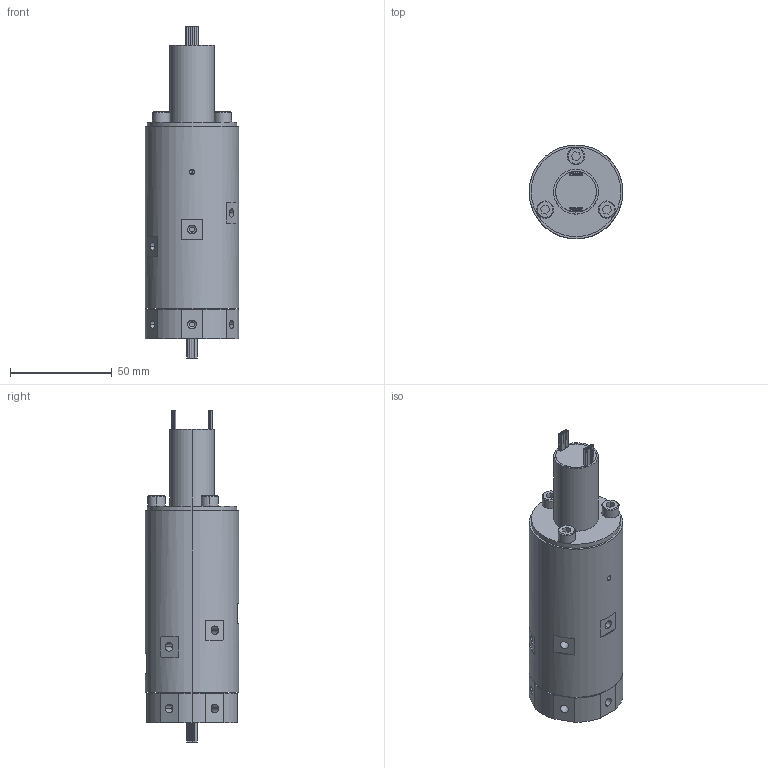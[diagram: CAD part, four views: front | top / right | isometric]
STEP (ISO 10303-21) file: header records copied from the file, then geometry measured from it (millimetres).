
FILE_DESCRIPTION (( 'STEP AP203' ), '1' );
FILE_NAME ('MQR6-S24.STEP', '2020-07-25T03:01:29', ( 'gongcheng1' ), ( '' ), 'SwSTEP 2.0', 'SolidWorks 2014', '' );
FILE_SCHEMA (( 'CONFIG_CONTROL_DESIGN' ));
Length unit declared in the file: millimetre
Products named in the file (1): MQR6-S24
Bounding box: 46 x 46 x 163.1 mm (x, y, z)
Volume: 189187.3 mm3; surface area: 26757.8 mm2
Topology: 1 solids, 1 shells, 342 faces, 727 edges, 460 vertices
Faces by surface type: cylinder 179, plane 125, cone 38
Entity records: 9386 total; most frequent: DIRECTION 1779, CARTESIAN_POINT 1604, ORIENTED_EDGE 1438, AXIS2_PLACEMENT_3D 723, EDGE_CURVE 719, VERTEX_POINT 460, EDGE_LOOP 423, CIRCLE 380
